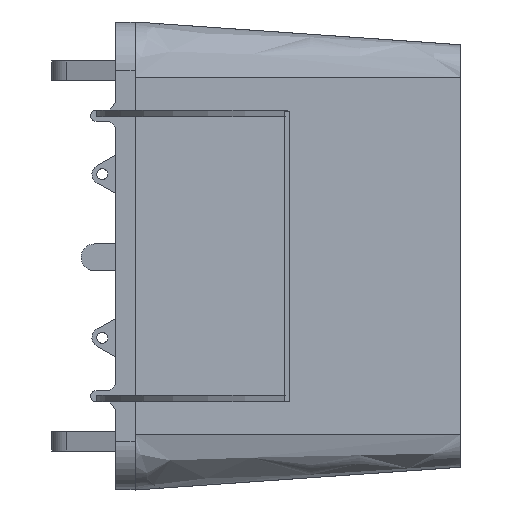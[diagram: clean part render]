
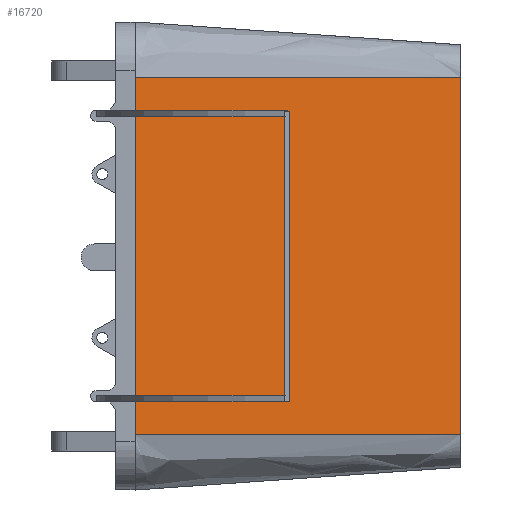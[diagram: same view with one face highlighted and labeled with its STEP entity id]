
A CAD part, left-side view. The second image highlights one B-rep face of the part: STEP entity #16720.
In plain terms, the highlighted free-form (B-spline) face has degree [1, 1] with [2, 2] control points.
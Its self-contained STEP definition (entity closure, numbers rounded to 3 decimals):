
#15246 = VERTEX_POINT('',#15247);
#15247 = CARTESIAN_POINT('',(-210.838,0.,77.307));
#15253 = EDGE_CURVE('',#15254,#15246,#15256,.T.);
#15254 = VERTEX_POINT('',#15255);
#15255 = CARTESIAN_POINT('',(-210.838,0.,-77.307));
#15256 = B_SPLINE_CURVE_WITH_KNOTS('',1,(#15257,#15258),.UNSPECIFIED.,
  .F.,.F.,(2,2),(-110.,0.),.PIECEWISE_BEZIER_KNOTS.);
#15257 = CARTESIAN_POINT('',(-210.838,0.,-77.307));
#15258 = CARTESIAN_POINT('',(-210.838,0.,77.307));
#16181 = EDGE_CURVE('',#16182,#15254,#16184,.T.);
#16182 = VERTEX_POINT('',#16183);
#16183 = CARTESIAN_POINT('',(-220.667,140.559,
    -77.307));
#16184 = B_SPLINE_CURVE_WITH_KNOTS('',1,(#16185,#16186),.UNSPECIFIED.,
  .F.,.F.,(2,2),(-100.244,0.),.PIECEWISE_BEZIER_KNOTS.);
#16185 = CARTESIAN_POINT('',(-220.667,140.559,
    -77.307));
#16186 = CARTESIAN_POINT('',(-210.838,0.,-77.307));
#16720 = ADVANCED_FACE('',(#16721),#16737,.T.);
#16721 = FACE_BOUND('',#16722,.T.);
#16722 = EDGE_LOOP('',(#16723,#16724,#16731,#16736));
#16723 = ORIENTED_EDGE('',*,*,#15253,.T.);
#16724 = ORIENTED_EDGE('',*,*,#16725,.F.);
#16725 = EDGE_CURVE('',#16726,#15246,#16728,.T.);
#16726 = VERTEX_POINT('',#16727);
#16727 = CARTESIAN_POINT('',(-220.667,140.559,
    77.307));
#16728 = B_SPLINE_CURVE_WITH_KNOTS('',1,(#16729,#16730),.UNSPECIFIED.,
  .F.,.F.,(2,2),(-100.244,0.),
  .PIECEWISE_BEZIER_KNOTS.);
#16729 = CARTESIAN_POINT('',(-220.667,140.559,
    77.307));
#16730 = CARTESIAN_POINT('',(-210.838,0.,
    77.307));
#16731 = ORIENTED_EDGE('',*,*,#16732,.F.);
#16732 = EDGE_CURVE('',#16182,#16726,#16733,.T.);
#16733 = B_SPLINE_CURVE_WITH_KNOTS('',1,(#16734,#16735),.UNSPECIFIED.,
  .F.,.F.,(2,2),(0.,110.),.PIECEWISE_BEZIER_KNOTS.);
#16734 = CARTESIAN_POINT('',(-220.667,140.559,
    -77.307));
#16735 = CARTESIAN_POINT('',(-220.667,140.559,
    77.307));
#16736 = ORIENTED_EDGE('',*,*,#16181,.T.);
#16737 = B_SPLINE_SURFACE_WITH_KNOTS('',1,1,(
    (#16738,#16739)
    ,(#16740,#16741
    )),.UNSPECIFIED.,.F.,.F.,.F.,(2,2),(2,2),(-100.244,
    0.),(-110.,0.),
  .PIECEWISE_BEZIER_KNOTS.);
#16738 = CARTESIAN_POINT('',(-220.667,140.559,
    -77.307));
#16739 = CARTESIAN_POINT('',(-220.667,140.559,
    77.307));
#16740 = CARTESIAN_POINT('',(-210.838,0.,
    -77.307));
#16741 = CARTESIAN_POINT('',(-210.838,0.,
    77.307));
